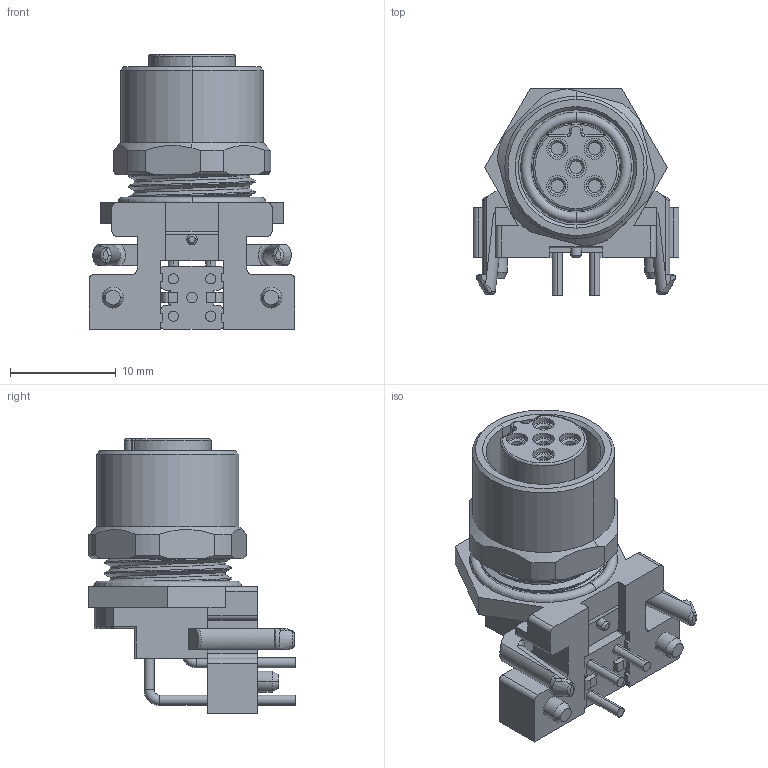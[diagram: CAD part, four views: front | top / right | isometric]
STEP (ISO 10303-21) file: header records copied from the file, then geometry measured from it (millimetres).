
FILE_DESCRIPTION((''),'2;1');
FILE_NAME('C-T4145415031-001','2016-12-21T',('workeradm'),('Tyco Electronics Ltd.'),'CREO PARAMETRIC BY PTC INC, 2016050','CREO PARAMETRIC BY PTC INC, 2016050','');
FILE_SCHEMA(('AUTOMOTIVE_DESIGN { 1 0 10303 214 1 1 1 1 }'));
Length unit declared in the file: millimetre
Products named in the file (1): C-T4145415031-001
Bounding box: 19.5 x 19.6 x 26 mm (x, y, z)
Volume: 3025.5 mm3; surface area: 2814.5 mm2
Topology: 1 solids, 1 shells, 430 faces, 1120 edges, 714 vertices
Faces by surface type: plane 238, cylinder 112, cone 44, torus 17, bspline 17, sphere 2
Entity records: 16087 total; most frequent: CARTESIAN_POINT 5366, ORIENTED_EDGE 2240, DIRECTION 2133, EDGE_CURVE 1120, VECTOR 739, LINE 739, VERTEX_POINT 714, AXIS2_PLACEMENT_3D 697
